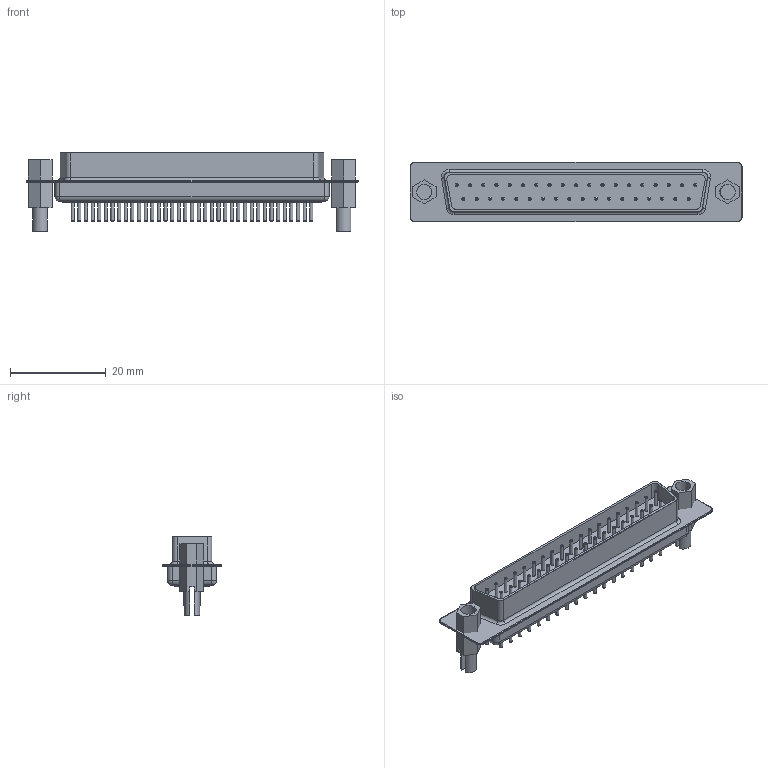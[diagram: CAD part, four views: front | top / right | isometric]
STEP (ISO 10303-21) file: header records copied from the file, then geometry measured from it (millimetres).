
FILE_DESCRIPTION(('STEP AP242'), '1');
FILE_NAME('Ñáîðêà D-SUB37-Â-Âåð-Ñ', '', ('UNSPECIFIED'), ('UNSPECIFIED'), 'ASCON STEP Converter 1.6', 'ASCON Math Kernel', '');
FILE_SCHEMA(('AP242_MANAGED_MODEL_BASED_3D_ENGINEERING_MIM_LF { 1 0 10303 442 1 1 4 }'));
Length unit declared in the file: millimetre
Products named in the file (3): DSUB-37_Male_Vertical_P2.77x2.84mm
Assembly tree (3 placements, depth 2):
  (unnamed)
    DSUB-37_Male_Vertical_P2.77x2.84mm
    (unnamed)  x2
Bounding box: 69.4 x 12.5 x 16.5 mm (x, y, z)
Volume: 4327.8 mm3; surface area: 5342.3 mm2
Topology: 3 solids, 4 shells, 393 faces, 797 edges, 488 vertices
Faces by surface type: cylinder 155, plane 140, torus 90, cone 4, sphere 4
Full cylindrical faces by diameter (mm): 0.64 x111, 3.2 x4
Entity records: 12086 total; most frequent: DIRECTION 1712, CARTESIAN_POINT 1393, ORIENTED_EDGE 1112, AXIS2_PLACEMENT_3D 777, EDGE_LOOP 724, EDGE_CURVE 556, VERTEX_POINT 458, CIRCLE 398
